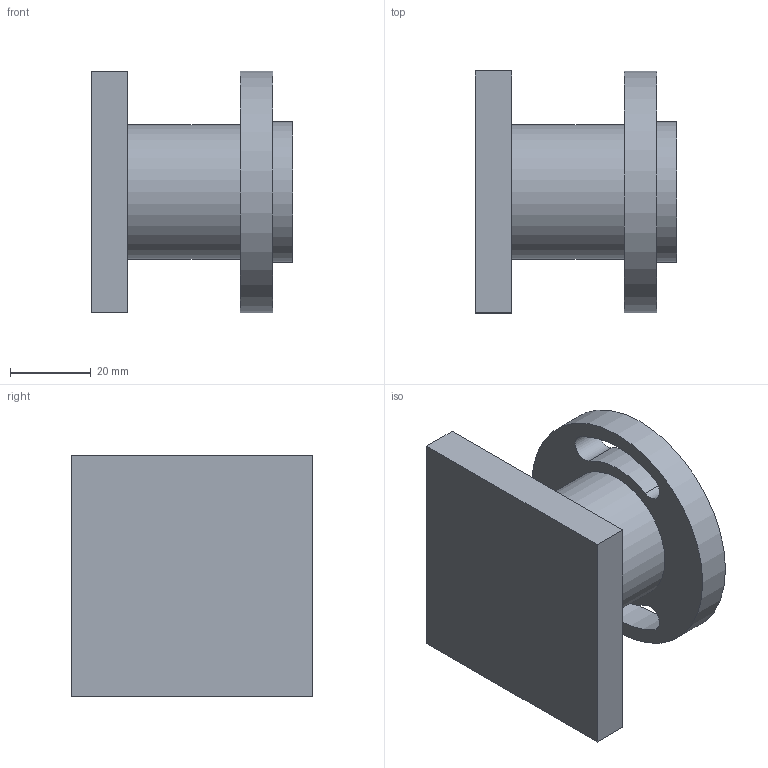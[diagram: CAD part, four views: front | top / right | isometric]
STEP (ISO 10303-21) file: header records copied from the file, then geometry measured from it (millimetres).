
FILE_DESCRIPTION(/* description */ (''),/* implementation_level */ '2;1');
FILE_NAME(/* name */ '08bffe5a-ded3-4266-9fc1-8c2418bd3ca7.stp',/* time_stamp */ '2024-10-08T19:10:27Z',/* author */ (''),/* organization */ (''),/* preprocessor_version */ 'ST-DEVELOPER v20',/* originating_system */ 'Autodesk Translation Framework v13.20.0.188',/* authorisation */ '');
FILE_SCHEMA (('AUTOMOTIVE_DESIGN { 1 0 10303 214 3 1 1 }'));
Length unit declared in the file: millimetre
Products named in the file (1): SE 01_055
Bounding box: 50 x 60 x 60 mm (x, y, z)
Volume: 81418.8 mm3; surface area: 18586.4 mm2
Topology: 1 solids, 1 shells, 20 faces, 45 edges, 30 vertices
Faces by surface type: cylinder 11, plane 9
Full cylindrical faces by diameter (mm): 33.5 x1, 35 x1, 60 x1
Entity records: 612 total; most frequent: DIRECTION 109, CARTESIAN_POINT 96, ORIENTED_EDGE 90, EDGE_CURVE 45, AXIS2_PLACEMENT_3D 43, VERTEX_POINT 30, EDGE_LOOP 27, LINE 23
